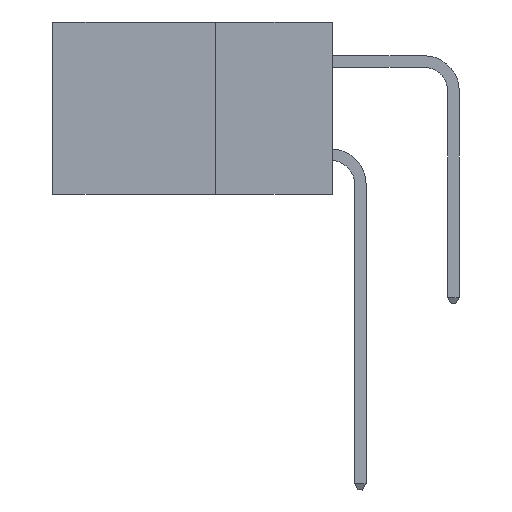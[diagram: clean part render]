
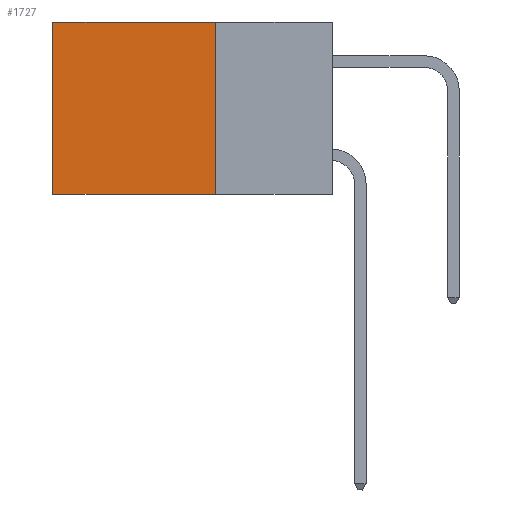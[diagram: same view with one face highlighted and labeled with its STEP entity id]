
A CAD part, left-side view. The second image highlights one B-rep face of the part: STEP entity #1727.
In plain terms, the highlighted planar face has unit normal (-1, 0, 0).
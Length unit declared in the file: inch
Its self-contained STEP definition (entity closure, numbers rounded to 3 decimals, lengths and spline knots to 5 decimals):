
#782 = DIRECTION ( 'NONE',  ( 0., 0., -1. ) ) ;
#901 = EDGE_LOOP ( 'NONE', ( #9814, #8329, #2498, #5654 ) ) ;
#930 = EDGE_CURVE ( 'NONE', #2170, #9536, #12240, .T. ) ;
#1159 = EDGE_CURVE ( 'NONE', #9314, #2170, #1366, .T. ) ;
#1235 = EDGE_CURVE ( 'NONE', #9314, #2640, #8586, .T. ) ;
#1366 = LINE ( 'NONE', #4332, #1783 ) ;
#1727 = ADVANCED_FACE ( 'NONE', ( #2780 ), #7181, .F. ) ;
#1783 = VECTOR ( 'NONE', #2472, 39.37008 ) ;
#2170 = VERTEX_POINT ( 'NONE', #10111 ) ;
#2472 = DIRECTION ( 'NONE',  ( 0., 1., 0. ) ) ;
#2498 = ORIENTED_EDGE ( 'NONE', *, *, #1235, .F. ) ;
#2640 = VERTEX_POINT ( 'NONE', #7280 ) ;
#2780 = FACE_OUTER_BOUND ( 'NONE', #901, .T. ) ;
#2846 = CARTESIAN_POINT ( 'NONE',  ( 0.2615, 0.25, -0.37 ) ) ;
#3373 = DIRECTION ( 'NONE',  ( 0., 0., -1. ) ) ;
#3791 = CARTESIAN_POINT ( 'NONE',  ( 0.2615, 0.6, -0.37 ) ) ;
#4332 = CARTESIAN_POINT ( 'NONE',  ( 0.2615, 0.25, 0. ) ) ;
#4767 = DIRECTION ( 'NONE',  ( 0., 0., -1. ) ) ;
#5654 = ORIENTED_EDGE ( 'NONE', *, *, #1159, .T. ) ;
#5924 = LINE ( 'NONE', #10102, #7332 ) ;
#6750 = DIRECTION ( 'NONE',  ( 0., 1., 0. ) ) ;
#7181 = PLANE ( 'NONE',  #8107 ) ;
#7280 = CARTESIAN_POINT ( 'NONE',  ( 0.2615, 0.25, -0.37 ) ) ;
#7332 = VECTOR ( 'NONE', #6750, 39.37008 ) ;
#8088 = EDGE_CURVE ( 'NONE', #2640, #9536, #5924, .T. ) ;
#8107 = AXIS2_PLACEMENT_3D ( 'NONE', #2846, #10194, #782 ) ;
#8329 = ORIENTED_EDGE ( 'NONE', *, *, #8088, .F. ) ;
#8586 = LINE ( 'NONE', #12782, #10733 ) ;
#9314 = VERTEX_POINT ( 'NONE', #11677 ) ;
#9536 = VERTEX_POINT ( 'NONE', #10163 ) ;
#9814 = ORIENTED_EDGE ( 'NONE', *, *, #930, .T. ) ;
#10102 = CARTESIAN_POINT ( 'NONE',  ( 0.2615, 0.25, -0.37 ) ) ;
#10111 = CARTESIAN_POINT ( 'NONE',  ( 0.2615, 0.6, 0. ) ) ;
#10163 = CARTESIAN_POINT ( 'NONE',  ( 0.2615, 0.6, -0.37 ) ) ;
#10194 = DIRECTION ( 'NONE',  ( 1., 0., 0. ) ) ;
#10733 = VECTOR ( 'NONE', #3373, 39.37008 ) ;
#11677 = CARTESIAN_POINT ( 'NONE',  ( 0.2615, 0.25, 0. ) ) ;
#12240 = LINE ( 'NONE', #3791, #13214 ) ;
#12782 = CARTESIAN_POINT ( 'NONE',  ( 0.2615, 0.25, -0.37 ) ) ;
#13214 = VECTOR ( 'NONE', #4767, 39.37008 ) ;
